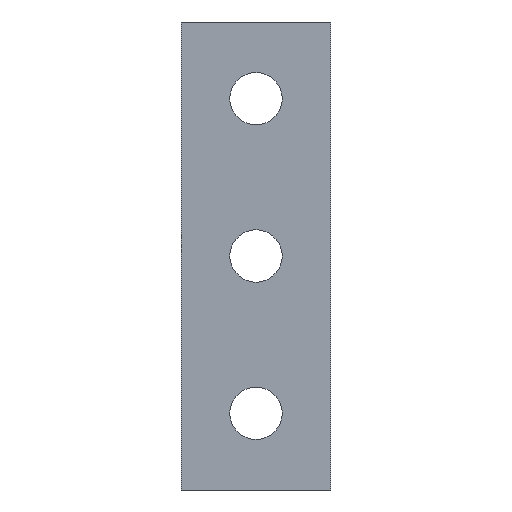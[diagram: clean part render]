
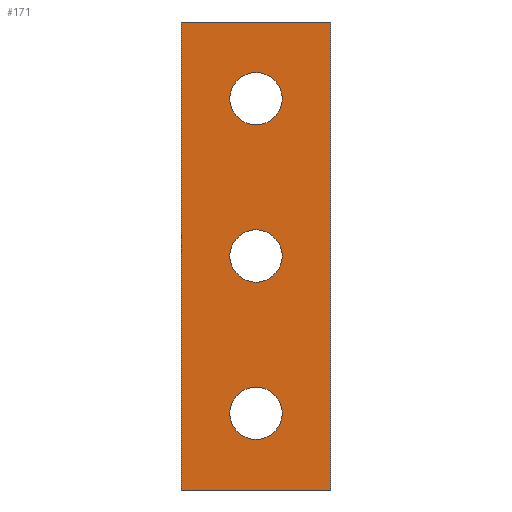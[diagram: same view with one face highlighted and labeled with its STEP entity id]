
A CAD part, front view. The second image highlights one B-rep face of the part: STEP entity #171.
In plain terms, the highlighted planar face has unit normal (0, -1, 0).
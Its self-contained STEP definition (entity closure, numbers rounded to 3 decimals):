
#18=FACE_BOUND('',#44,.T.);
#19=FACE_BOUND('',#45,.T.);
#20=FACE_BOUND('',#46,.T.);
#24=CIRCLE('',#204,7.);
#25=CIRCLE('',#205,7.);
#26=CIRCLE('',#206,7.);
#34=FACE_OUTER_BOUND('',#43,.T.);
#43=EDGE_LOOP('',(#135,#136,#137,#138));
#44=EDGE_LOOP('',(#139));
#45=EDGE_LOOP('',(#140));
#46=EDGE_LOOP('',(#141));
#54=LINE('',#265,#69);
#60=LINE('',#276,#75);
#61=LINE('',#279,#76);
#65=LINE('',#285,#80);
#69=VECTOR('',#218,10.);
#75=VECTOR('',#226,10.);
#76=VECTOR('',#229,10.);
#80=VECTOR('',#235,10.);
#84=VERTEX_POINT('',#263);
#85=VERTEX_POINT('',#264);
#89=VERTEX_POINT('',#274);
#90=VERTEX_POINT('',#278);
#92=VERTEX_POINT('',#287);
#93=VERTEX_POINT('',#289);
#94=VERTEX_POINT('',#291);
#98=EDGE_CURVE('',#84,#85,#54,.T.);
#104=EDGE_CURVE('',#85,#89,#60,.T.);
#105=EDGE_CURVE('',#89,#90,#61,.T.);
#109=EDGE_CURVE('',#90,#84,#65,.T.);
#110=EDGE_CURVE('',#92,#92,#24,.T.);
#111=EDGE_CURVE('',#93,#93,#25,.T.);
#112=EDGE_CURVE('',#94,#94,#26,.T.);
#135=ORIENTED_EDGE('',*,*,#98,.T.);
#136=ORIENTED_EDGE('',*,*,#104,.T.);
#137=ORIENTED_EDGE('',*,*,#105,.T.);
#138=ORIENTED_EDGE('',*,*,#109,.T.);
#139=ORIENTED_EDGE('',*,*,#110,.T.);
#140=ORIENTED_EDGE('',*,*,#111,.T.);
#141=ORIENTED_EDGE('',*,*,#112,.T.);
#165=PLANE('',#203);
#171=ADVANCED_FACE('',(#34,#18,#19,#20),#165,.F.);
#203=AXIS2_PLACEMENT_3D('',#286,#236,#237);
#204=AXIS2_PLACEMENT_3D('',#288,#238,#239);
#205=AXIS2_PLACEMENT_3D('',#290,#240,#241);
#206=AXIS2_PLACEMENT_3D('',#292,#242,#243);
#218=DIRECTION('',(1.,0.,0.));
#226=DIRECTION('',(0.,0.,1.));
#229=DIRECTION('',(-1.,0.,0.));
#235=DIRECTION('',(0.,0.,-1.));
#236=DIRECTION('center_axis',(0.,1.,0.));
#237=DIRECTION('ref_axis',(0.,0.,1.));
#238=DIRECTION('center_axis',(0.,1.,0.));
#239=DIRECTION('ref_axis',(1.,0.,0.));
#240=DIRECTION('center_axis',(0.,1.,0.));
#241=DIRECTION('ref_axis',(1.,0.,0.));
#242=DIRECTION('center_axis',(0.,1.,0.));
#243=DIRECTION('ref_axis',(1.,0.,0.));
#263=CARTESIAN_POINT('',(-40.,0.,-125.));
#264=CARTESIAN_POINT('',(0.,0.,-125.));
#265=CARTESIAN_POINT('',(-40.,0.,-125.));
#274=CARTESIAN_POINT('',(0.,0.,0.));
#276=CARTESIAN_POINT('',(0.,0.,-125.));
#278=CARTESIAN_POINT('',(-40.,0.,0.));
#279=CARTESIAN_POINT('',(0.,0.,0.));
#285=CARTESIAN_POINT('',(-40.,0.,0.));
#286=CARTESIAN_POINT('Origin',(-20.,0.,-62.5));
#287=CARTESIAN_POINT('',(-27.,0.,-104.5));
#288=CARTESIAN_POINT('Origin',(-20.,0.,-104.5));
#289=CARTESIAN_POINT('',(-27.,0.,-62.5));
#290=CARTESIAN_POINT('Origin',(-20.,0.,-62.5));
#291=CARTESIAN_POINT('',(-27.,0.,-20.5));
#292=CARTESIAN_POINT('Origin',(-20.,0.,-20.5));
